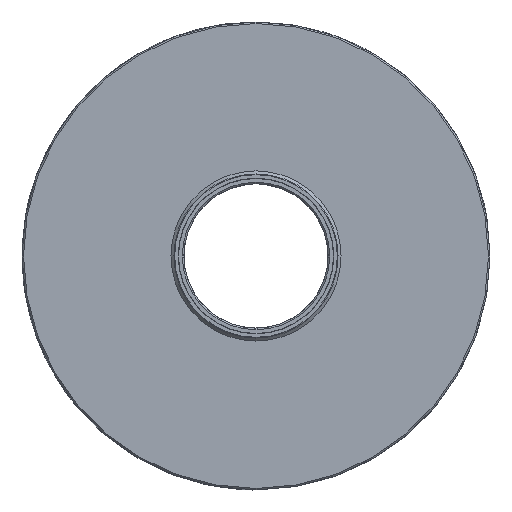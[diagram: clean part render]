
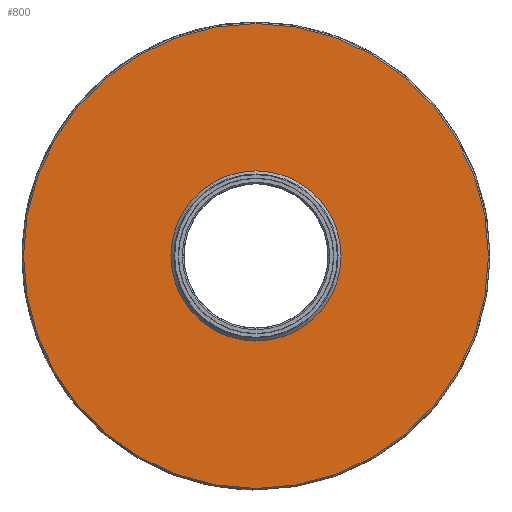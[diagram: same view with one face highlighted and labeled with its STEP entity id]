
A CAD part, left-side view. The second image highlights one B-rep face of the part: STEP entity #800.
In plain terms, the highlighted planar face has unit normal (-1, 0, 0).
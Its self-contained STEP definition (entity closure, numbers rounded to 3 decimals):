
#800=ADVANCED_FACE('',(#1740,#1742),#1744,.T.);
#1740=FACE_BOUND('',#1741,.T.);
#1741=EDGE_LOOP('',(#3908));
#1742=FACE_BOUND('',#1743,.T.);
#1743=EDGE_LOOP('',(#3909));
#1744=PLANE('',#1745);
#1745=AXIS2_PLACEMENT_3D('',#1746,#1747,#1748);
#1746=CARTESIAN_POINT('',(-37.6,0.,0.));
#1747=DIRECTION('',(-1.,0.,0.));
#1748=DIRECTION('',(0.,0.,1.));
#3908=ORIENTED_EDGE('',*,*,#4292,.T.);
#3909=ORIENTED_EDGE('',*,*,#4293,.F.);
#4292=EDGE_CURVE('',#4742,#4742,#4743,.T.);
#4293=EDGE_CURVE('',#4744,#4744,#4745,.T.);
#4742=VERTEX_POINT('',#8432);
#4743=CIRCLE('',#8433,153.);
#4744=VERTEX_POINT('',#8437);
#4745=CIRCLE('',#8438,56.);
#8432=CARTESIAN_POINT('',(-37.6,0.,153.));
#8433=AXIS2_PLACEMENT_3D('',#8434,#8435,#8436);
#8434=CARTESIAN_POINT('',(-37.6,0.,0.));
#8435=DIRECTION('',(-1.,0.,0.));
#8436=DIRECTION('',(0.,0.,1.));
#8437=CARTESIAN_POINT('',(-37.6,0.,56.));
#8438=AXIS2_PLACEMENT_3D('',#8439,#8440,#8441);
#8439=CARTESIAN_POINT('',(-37.6,0.,0.));
#8440=DIRECTION('',(-1.,0.,0.));
#8441=DIRECTION('',(0.,0.,1.));
